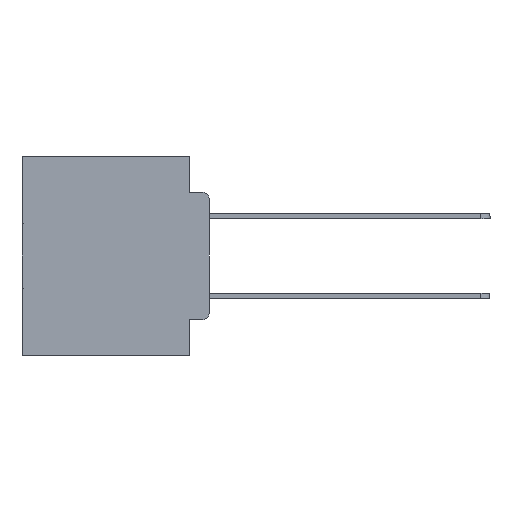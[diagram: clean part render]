
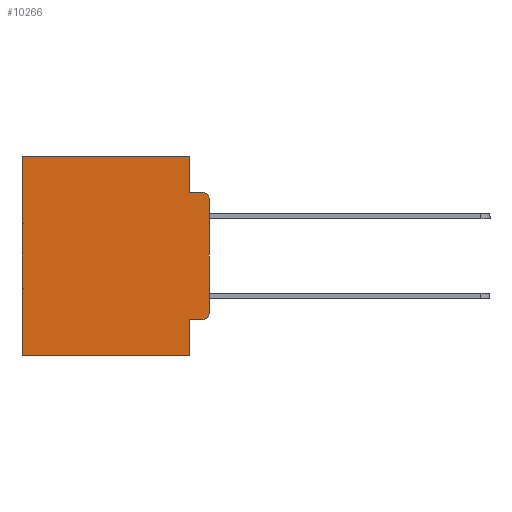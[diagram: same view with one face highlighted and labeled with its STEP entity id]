
A CAD part, left-side view. The second image highlights one B-rep face of the part: STEP entity #10266.
In plain terms, the highlighted planar face has unit normal (-1, 0, 0).
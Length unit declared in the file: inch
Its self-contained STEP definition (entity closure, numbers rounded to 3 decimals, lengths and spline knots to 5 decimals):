
#386 = CIRCLE ( 'NONE', #13710, 0.02 ) ;
#676 = VERTEX_POINT ( 'NONE', #16757 ) ;
#691 = CARTESIAN_POINT ( 'NONE',  ( 0.298, 0., -0.5 ) ) ;
#1073 = CARTESIAN_POINT ( 'NONE',  ( 0.298, 0.02, -0.4115 ) ) ;
#1244 = CARTESIAN_POINT ( 'NONE',  ( 0.298, 0.051, -0.5 ) ) ;
#1973 = VERTEX_POINT ( 'NONE', #10118 ) ;
#2145 = LINE ( 'NONE', #23447, #7984 ) ;
#2743 = ORIENTED_EDGE ( 'NONE', *, *, #19274, .T. ) ;
#3416 = LINE ( 'NONE', #16326, #21324 ) ;
#3476 = LINE ( 'NONE', #8212, #28326 ) ;
#4330 = CARTESIAN_POINT ( 'NONE',  ( 0.298, 0.02, -0.1085 ) ) ;
#4447 = VECTOR ( 'NONE', #20280, 39.37008 ) ;
#5120 = CARTESIAN_POINT ( 'NONE',  ( 0.298, 0.051, -0.4115 ) ) ;
#5650 = EDGE_CURVE ( 'NONE', #25584, #676, #24339, .T. ) ;
#6278 = VECTOR ( 'NONE', #6738, 39.37008 ) ;
#6309 = ORIENTED_EDGE ( 'NONE', *, *, #27185, .F. ) ;
#6738 = DIRECTION ( 'NONE',  ( 0., 1., 0. ) ) ;
#6846 = DIRECTION ( 'NONE',  ( 0., 0., -1. ) ) ;
#6988 = DIRECTION ( 'NONE',  ( 0., 0., -1. ) ) ;
#7238 = LINE ( 'NONE', #12302, #24961 ) ;
#7531 = ORIENTED_EDGE ( 'NONE', *, *, #5650, .F. ) ;
#7984 = VECTOR ( 'NONE', #21141, 39.37008 ) ;
#8212 = CARTESIAN_POINT ( 'NONE',  ( 0.298, 0.051, -0.4115 ) ) ;
#8647 = ORIENTED_EDGE ( 'NONE', *, *, #28741, .F. ) ;
#10118 = CARTESIAN_POINT ( 'NONE',  ( 0.298, 0.02, -0.0885 ) ) ;
#10266 = ADVANCED_FACE ( 'NONE', ( #20119 ), #12254, .F. ) ;
#10942 = VERTEX_POINT ( 'NONE', #14835 ) ;
#11821 = LINE ( 'NONE', #691, #4447 ) ;
#12135 = DIRECTION ( 'NONE',  ( -1., 0., 0. ) ) ;
#12232 = CIRCLE ( 'NONE', #30816, 0.02 ) ;
#12254 = PLANE ( 'NONE',  #24334 ) ;
#12302 = CARTESIAN_POINT ( 'NONE',  ( 0.298, 0.051, 0. ) ) ;
#12328 = DIRECTION ( 'NONE',  ( 0., -1., 0. ) ) ;
#13710 = AXIS2_PLACEMENT_3D ( 'NONE', #4330, #21353, #6846 ) ;
#14117 = CARTESIAN_POINT ( 'NONE',  ( 0.298, 0., 0. ) ) ;
#14464 = EDGE_CURVE ( 'NONE', #15992, #676, #12232, .T. ) ;
#14661 = DIRECTION ( 'NONE',  ( 1., 0., 0. ) ) ;
#14714 = DIRECTION ( 'NONE',  ( 0., 0., -1. ) ) ;
#14835 = CARTESIAN_POINT ( 'NONE',  ( 0.298, 0.473, -0.5 ) ) ;
#15158 = VERTEX_POINT ( 'NONE', #27052 ) ;
#15992 = VERTEX_POINT ( 'NONE', #1073 ) ;
#16313 = VECTOR ( 'NONE', #12328, 39.37008 ) ;
#16326 = CARTESIAN_POINT ( 'NONE',  ( 0.298, 0.051, 0. ) ) ;
#16757 = CARTESIAN_POINT ( 'NONE',  ( 0.298, 0., -0.3915 ) ) ;
#17068 = LINE ( 'NONE', #21864, #16313 ) ;
#18060 = ORIENTED_EDGE ( 'NONE', *, *, #28922, .F. ) ;
#18753 = DIRECTION ( 'NONE',  ( 0., 0., -1. ) ) ;
#19188 = LINE ( 'NONE', #14117, #6278 ) ;
#19274 = EDGE_CURVE ( 'NONE', #21136, #15992, #3476, .T. ) ;
#19992 = CARTESIAN_POINT ( 'NONE',  ( 0.298, 0.051, 0. ) ) ;
#20119 = FACE_OUTER_BOUND ( 'NONE', #29104, .T. ) ;
#20280 = DIRECTION ( 'NONE',  ( 0., 1., 0. ) ) ;
#20373 = DIRECTION ( 'NONE',  ( 0., -1., 0. ) ) ;
#20885 = EDGE_CURVE ( 'NONE', #21136, #26870, #3416, .T. ) ;
#21136 = VERTEX_POINT ( 'NONE', #5120 ) ;
#21141 = DIRECTION ( 'NONE',  ( 0., 0., -1. ) ) ;
#21319 = CARTESIAN_POINT ( 'NONE',  ( 0.298, 0.051, -0.0885 ) ) ;
#21324 = VECTOR ( 'NONE', #18753, 39.37008 ) ;
#21353 = DIRECTION ( 'NONE',  ( -1., 0., 0. ) ) ;
#21864 = CARTESIAN_POINT ( 'NONE',  ( 0.298, 0.051, -0.0885 ) ) ;
#22485 = EDGE_CURVE ( 'NONE', #15158, #10942, #2145, .T. ) ;
#23447 = CARTESIAN_POINT ( 'NONE',  ( 0.298, 0.473, 0. ) ) ;
#23673 = ORIENTED_EDGE ( 'NONE', *, *, #20885, .F. ) ;
#24334 = AXIS2_PLACEMENT_3D ( 'NONE', #28835, #14661, #31153 ) ;
#24339 = LINE ( 'NONE', #28537, #29069 ) ;
#24394 = ORIENTED_EDGE ( 'NONE', *, *, #30305, .T. ) ;
#24396 = ORIENTED_EDGE ( 'NONE', *, *, #22485, .T. ) ;
#24961 = VECTOR ( 'NONE', #14714, 39.37008 ) ;
#25584 = VERTEX_POINT ( 'NONE', #30005 ) ;
#25876 = ORIENTED_EDGE ( 'NONE', *, *, #30308, .T. ) ;
#26376 = CARTESIAN_POINT ( 'NONE',  ( 0.298, 0.02, -0.3915 ) ) ;
#26870 = VERTEX_POINT ( 'NONE', #1244 ) ;
#27007 = VERTEX_POINT ( 'NONE', #21319 ) ;
#27052 = CARTESIAN_POINT ( 'NONE',  ( 0.298, 0.473, 0. ) ) ;
#27185 = EDGE_CURVE ( 'NONE', #28224, #27007, #7238, .T. ) ;
#28224 = VERTEX_POINT ( 'NONE', #19992 ) ;
#28326 = VECTOR ( 'NONE', #20373, 39.37008 ) ;
#28537 = CARTESIAN_POINT ( 'NONE',  ( 0.298, 0., 0. ) ) ;
#28718 = DIRECTION ( 'NONE',  ( 0., 0., -1. ) ) ;
#28741 = EDGE_CURVE ( 'NONE', #27007, #1973, #17068, .T. ) ;
#28835 = CARTESIAN_POINT ( 'NONE',  ( 0.298, 0., 0. ) ) ;
#28922 = EDGE_CURVE ( 'NONE', #26870, #10942, #11821, .T. ) ;
#29069 = VECTOR ( 'NONE', #6988, 39.37008 ) ;
#29104 = EDGE_LOOP ( 'NONE', ( #7531, #24394, #8647, #6309, #25876, #24396, #18060, #23673, #2743, #29487 ) ) ;
#29487 = ORIENTED_EDGE ( 'NONE', *, *, #14464, .T. ) ;
#30005 = CARTESIAN_POINT ( 'NONE',  ( 0.298, 0., -0.1085 ) ) ;
#30305 = EDGE_CURVE ( 'NONE', #25584, #1973, #386, .T. ) ;
#30308 = EDGE_CURVE ( 'NONE', #28224, #15158, #19188, .T. ) ;
#30816 = AXIS2_PLACEMENT_3D ( 'NONE', #26376, #12135, #28718 ) ;
#31153 = DIRECTION ( 'NONE',  ( 0., 0., -1. ) ) ;
